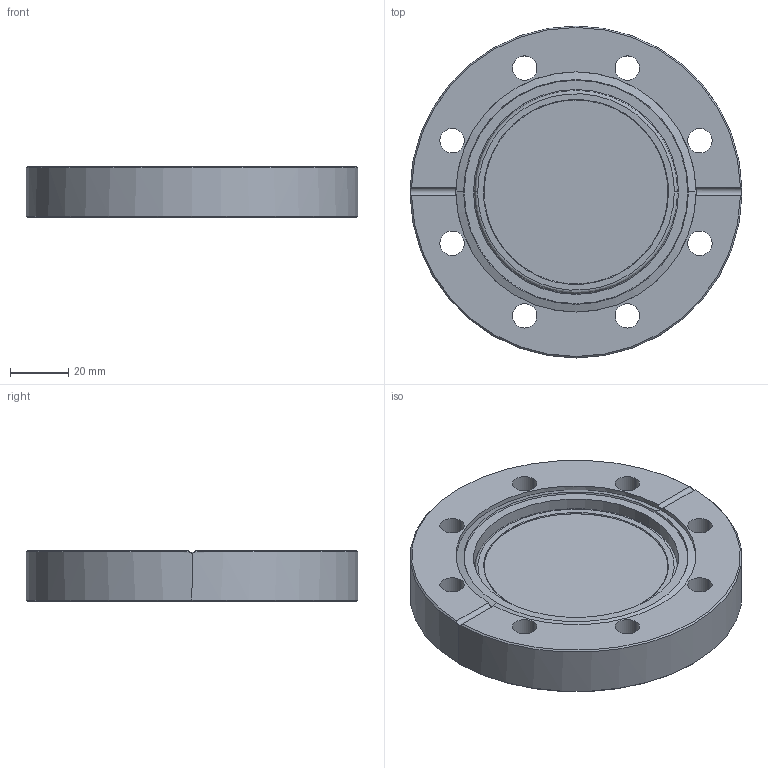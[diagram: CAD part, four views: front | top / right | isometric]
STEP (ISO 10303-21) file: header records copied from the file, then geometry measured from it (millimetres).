
FILE_DESCRIPTION (( 'STEP AP214' ), '1' );
FILE_NAME ('Hositrad_HOVPZ64Q.STEP', '2017-06-19T12:43:09', ( 'Gebruiker' ), ( '' ), 'SwSTEP 2.0', 'SolidWorks 2017', '' );
FILE_SCHEMA (( 'AUTOMOTIVE_DESIGN' ));
Length unit declared in the file: millimetre
Products named in the file (5): Assem1; OP-FS-64; VPZ64Q-0250; VPZ64-0500; Hositrad_HOVPZ64Q
Assembly tree (4 placements, depth 3):
  Hositrad_HOVPZ64Q
    VPZ64-0500
    Assem1
      VPZ64Q-0250
      OP-FS-64
Bounding box: 114 x 114 x 17.5 mm (x, y, z)
Volume: 108438.2 mm3; surface area: 41100.6 mm2
Topology: 3 solids, 3 shells, 82 faces, 188 edges, 118 vertices
Faces by surface type: cylinder 40, cone 14, plane 14, bspline 14
Entity records: 3870 total; most frequent: CARTESIAN_POINT 1822, DIRECTION 418, ORIENTED_EDGE 376, EDGE_CURVE 188, AXIS2_PLACEMENT_3D 182, VERTEX_POINT 118, EDGE_LOOP 108, CIRCLE 106
